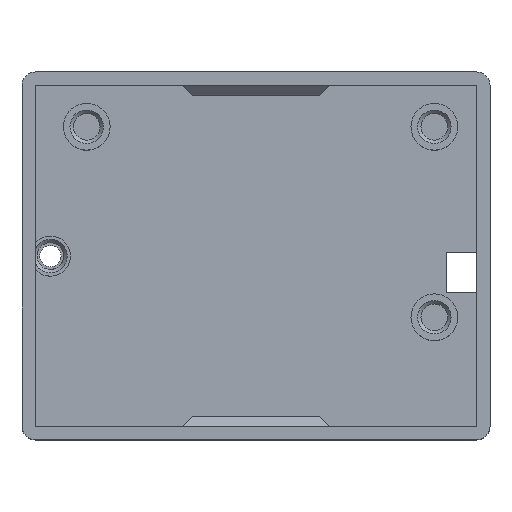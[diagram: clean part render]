
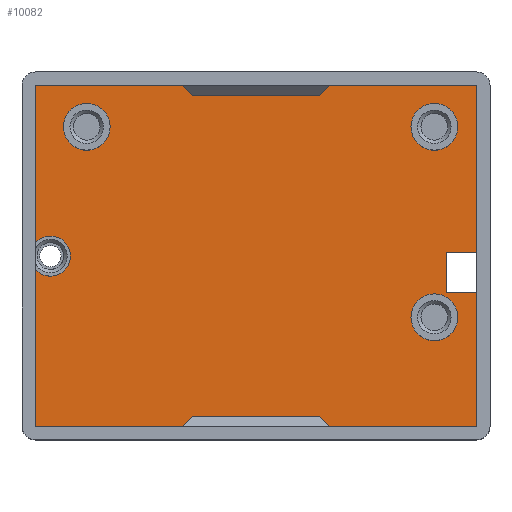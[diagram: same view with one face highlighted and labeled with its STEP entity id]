
A CAD part, top view. The second image highlights one B-rep face of the part: STEP entity #10082.
In plain terms, the highlighted planar face has unit normal (0, 0, 1).
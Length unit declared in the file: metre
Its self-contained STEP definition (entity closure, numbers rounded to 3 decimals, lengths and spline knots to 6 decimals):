
#300=LINE('',#14291,#1270);
#306=LINE('',#14304,#1276);
#310=LINE('',#14319,#1280);
#311=LINE('',#14321,#1281);
#312=LINE('',#14323,#1282);
#313=LINE('',#14325,#1283);
#314=LINE('',#14327,#1284);
#315=LINE('',#14329,#1285);
#316=LINE('',#14331,#1286);
#1270=VECTOR('',#11566,1.);
#1276=VECTOR('',#11572,1.);
#1280=VECTOR('',#11586,1.);
#1281=VECTOR('',#11587,1.);
#1282=VECTOR('',#11588,1.);
#1283=VECTOR('',#11589,1.);
#1284=VECTOR('',#11590,1.);
#1285=VECTOR('',#11591,1.);
#1286=VECTOR('',#11592,1.);
#2233=PLANE('',#10672);
#2535=ORIENTED_EDGE('',*,*,#5637,.F.);
#2536=ORIENTED_EDGE('',*,*,#5638,.F.);
#2537=ORIENTED_EDGE('',*,*,#5639,.F.);
#2538=ORIENTED_EDGE('',*,*,#5633,.T.);
#2539=ORIENTED_EDGE('',*,*,#5640,.F.);
#2540=ORIENTED_EDGE('',*,*,#5627,.T.);
#2541=ORIENTED_EDGE('',*,*,#5641,.T.);
#2542=ORIENTED_EDGE('',*,*,#5642,.F.);
#2543=ORIENTED_EDGE('',*,*,#5643,.F.);
#2544=ORIENTED_EDGE('',*,*,#5644,.F.);
#2545=ORIENTED_EDGE('',*,*,#5645,.T.);
#2546=ORIENTED_EDGE('',*,*,#5646,.F.);
#2547=ORIENTED_EDGE('',*,*,#5647,.F.);
#5627=EDGE_CURVE('',#7178,#7179,#300,.T.);
#5633=EDGE_CURVE('',#7185,#7184,#306,.T.);
#5637=EDGE_CURVE('',#7188,#7188,#8211,.T.);
#5638=EDGE_CURVE('',#7189,#7189,#8212,.T.);
#5639=EDGE_CURVE('',#7190,#7190,#8213,.T.);
#5640=EDGE_CURVE('',#7178,#7184,#8214,.T.);
#5641=EDGE_CURVE('',#7179,#7191,#310,.T.);
#5642=EDGE_CURVE('',#7192,#7191,#311,.T.);
#5643=EDGE_CURVE('',#7193,#7192,#312,.T.);
#5644=EDGE_CURVE('',#7194,#7193,#313,.T.);
#5645=EDGE_CURVE('',#7194,#7195,#314,.T.);
#5646=EDGE_CURVE('',#7196,#7195,#315,.T.);
#5647=EDGE_CURVE('',#7185,#7196,#316,.T.);
#7178=VERTEX_POINT('',#14292);
#7179=VERTEX_POINT('',#14293);
#7184=VERTEX_POINT('',#14303);
#7185=VERTEX_POINT('',#14305);
#7188=VERTEX_POINT('',#14313);
#7189=VERTEX_POINT('',#14315);
#7190=VERTEX_POINT('',#14317);
#7191=VERTEX_POINT('',#14320);
#7192=VERTEX_POINT('',#14322);
#7193=VERTEX_POINT('',#14324);
#7194=VERTEX_POINT('',#14326);
#7195=VERTEX_POINT('',#14328);
#7196=VERTEX_POINT('',#14330);
#8211=CIRCLE('',#10673,0.0035);
#8212=CIRCLE('',#10674,0.0035);
#8213=CIRCLE('',#10675,0.0035);
#8214=CIRCLE('',#10676,0.003);
#8607=EDGE_LOOP('',(#2535));
#8608=EDGE_LOOP('',(#2536));
#8609=EDGE_LOOP('',(#2537));
#8610=EDGE_LOOP('',(#2538,#2539,#2540,#2541,#2542,#2543,#2544,#2545,#2546,
#2547));
#9249=FACE_BOUND('',#8607,.T.);
#9250=FACE_BOUND('',#8608,.T.);
#9251=FACE_BOUND('',#8609,.T.);
#9252=FACE_BOUND('',#8610,.T.);
#10082=ADVANCED_FACE('',(#9249,#9250,#9251,#9252),#2233,.T.);
#10672=AXIS2_PLACEMENT_3D('',#14311,#11576,#11577);
#10673=AXIS2_PLACEMENT_3D('',#14312,#11578,#11579);
#10674=AXIS2_PLACEMENT_3D('',#14314,#11580,#11581);
#10675=AXIS2_PLACEMENT_3D('',#14316,#11582,#11583);
#10676=AXIS2_PLACEMENT_3D('',#14318,#11584,#11585);
#11566=DIRECTION('',(0.,-1.,0.));
#11572=DIRECTION('',(0.,-1.,0.));
#11576=DIRECTION('',(0.,0.,1.));
#11577=DIRECTION('',(1.,0.,0.));
#11578=DIRECTION('',(0.,0.,1.));
#11579=DIRECTION('',(1.,0.,0.));
#11580=DIRECTION('',(0.,0.,1.));
#11581=DIRECTION('',(1.,0.,0.));
#11582=DIRECTION('',(0.,0.,1.));
#11583=DIRECTION('',(1.,0.,0.));
#11584=DIRECTION('',(0.,0.,1.));
#11585=DIRECTION('',(1.,0.,0.));
#11586=DIRECTION('',(1.,0.,0.));
#11587=DIRECTION('',(0.,-1.,0.));
#11588=DIRECTION('',(1.,0.,0.));
#11589=DIRECTION('',(0.,-1.,0.));
#11590=DIRECTION('',(1.,0.,0.));
#11591=DIRECTION('',(0.,-1.,0.));
#11592=DIRECTION('',(1.,0.,0.));
#14291=CARTESIAN_POINT('',(-0.021042,-0.007171,0.));
#14292=CARTESIAN_POINT('',(-0.021042,-0.009156,0.));
#14293=CARTESIAN_POINT('',(-0.021042,-0.032671,0.));
#14303=CARTESIAN_POINT('',(-0.021042,-0.005187,0.));
#14304=CARTESIAN_POINT('',(-0.021042,-0.007171,0.));
#14305=CARTESIAN_POINT('',(-0.021042,0.018329,0.));
#14311=CARTESIAN_POINT('',(0.011958,-0.007171,0.));
#14312=CARTESIAN_POINT('',(-0.013363,0.012158,0.));
#14313=CARTESIAN_POINT('',(-0.009863,0.012158,0.));
#14314=CARTESIAN_POINT('',(0.038637,-0.016342,0.));
#14315=CARTESIAN_POINT('',(0.042137,-0.016342,0.));
#14316=CARTESIAN_POINT('',(0.038637,0.012158,0.));
#14317=CARTESIAN_POINT('',(0.042137,0.012158,0.));
#14318=CARTESIAN_POINT('',(-0.018792,-0.007171,0.));
#14319=CARTESIAN_POINT('',(0.011958,-0.032671,0.));
#14320=CARTESIAN_POINT('',(0.044958,-0.032671,0.));
#14321=CARTESIAN_POINT('',(0.044958,-0.007171,0.));
#14322=CARTESIAN_POINT('',(0.044958,-0.012671,0.));
#14323=CARTESIAN_POINT('',(0.042708,-0.012671,0.));
#14324=CARTESIAN_POINT('',(0.040458,-0.012671,0.));
#14325=CARTESIAN_POINT('',(0.040458,-0.009671,0.));
#14326=CARTESIAN_POINT('',(0.040458,-0.006671,0.));
#14327=CARTESIAN_POINT('',(0.042708,-0.006671,0.));
#14328=CARTESIAN_POINT('',(0.044958,-0.006671,0.));
#14329=CARTESIAN_POINT('',(0.044958,-0.007171,0.));
#14330=CARTESIAN_POINT('',(0.044958,0.018329,0.));
#14331=CARTESIAN_POINT('',(0.011958,0.018329,0.));
